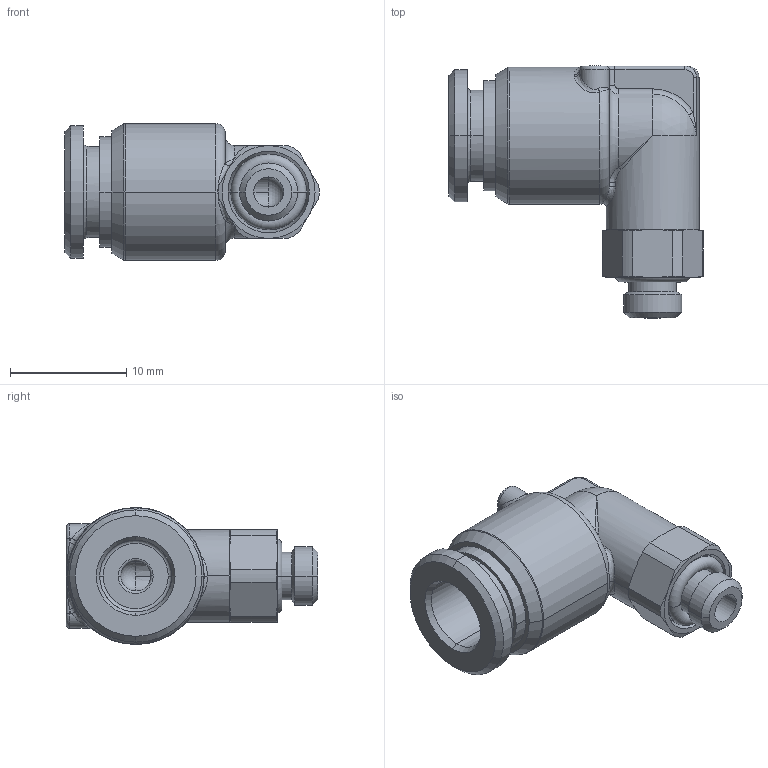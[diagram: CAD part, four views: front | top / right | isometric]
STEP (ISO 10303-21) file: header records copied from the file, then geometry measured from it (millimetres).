
FILE_DESCRIPTION((''),'2;1');
FILE_NAME('max.16.06.M5',(''),('sopra-pneumatic'),'PRO/ENGINEER BY PARAMETRIC TECHNOLOGY CORPORATION, 2014310','PRO/ENGINEER BY PARAMETRIC TECHNOLOGY CORPORATION, 2014310','');
FILE_SCHEMA(('CONFIG_CONTROL_DESIGN'));
Length unit declared in the file: millimetre
Products named in the file (1): 384106B_930X4M-6FF-M5
Bounding box: 21.9 x 21.7 x 11.8 mm (x, y, z)
Volume: 1703 mm3; surface area: 1885.7 mm2
Topology: 2 solids, 2 shells, 150 faces, 346 edges, 203 vertices
Faces by surface type: cylinder 47, cone 30, torus 28, plane 24, bspline 18, sphere 3
Entity records: 5756 total; most frequent: CARTESIAN_POINT 2376, DIRECTION 731, ORIENTED_EDGE 692, EDGE_CURVE 346, AXIS2_PLACEMENT_3D 321, VERTEX_POINT 203, CIRCLE 189, EDGE_LOOP 161
